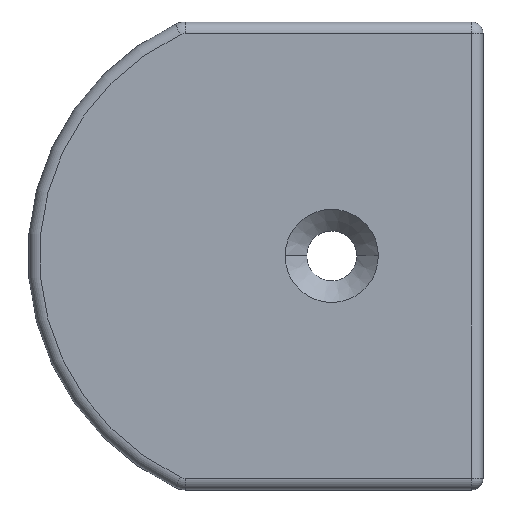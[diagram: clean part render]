
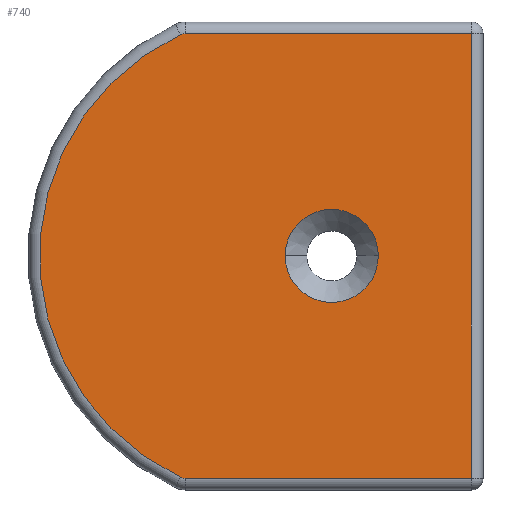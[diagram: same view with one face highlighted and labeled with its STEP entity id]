
A CAD part, top view. The second image highlights one B-rep face of the part: STEP entity #740.
In plain terms, the highlighted planar face has unit normal (0, 0, 1).
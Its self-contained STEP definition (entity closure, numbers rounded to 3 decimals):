
#10=CARTESIAN_POINT('',(-128.087,55.1,5.5));
#20=DIRECTION('',(0.,0.,1.));
#30=DIRECTION('',(1.,0.,0.));
#40=AXIS2_PLACEMENT_3D('',#10,#20,#30);
#50=PLANE('',#40);
#60=CARTESIAN_POINT('',(-149.,68.,5.5));
#70=DIRECTION('',(0.,0.,1.));
#80=DIRECTION('',(1.,0.,0.));
#90=AXIS2_PLACEMENT_3D('',#60,#70,#80);
#100=CIRCLE('',#90,4.);
#110=CARTESIAN_POINT('',(-145.,68.,5.5));
#120=VERTEX_POINT('',#110);
#130=CARTESIAN_POINT('',(-153.,68.,5.5));
#140=VERTEX_POINT('',#130);
#150=EDGE_CURVE('',#120,#140,#100,.T.);
#160=ORIENTED_EDGE('',*,*,#150,.F.);
#170=EDGE_CURVE('',#140,#120,#100,.T.);
#180=ORIENTED_EDGE('',*,*,#170,.F.);
#190=EDGE_LOOP('',(#180,#160));
#200=FACE_BOUND('',#190,.T.);
#210=CARTESIAN_POINT('',(-128.087,48.9,5.5));
#220=DIRECTION('',(1.,0.,0.));
#230=VECTOR('',#220,1.);
#240=LINE('',#210,#230);
#250=CARTESIAN_POINT('',(-161.587,48.9,5.5));
#260=VERTEX_POINT('',#250);
#270=CARTESIAN_POINT('',(-137.,48.9,5.5));
#280=VERTEX_POINT('',#270);
#290=EDGE_CURVE('',#260,#280,#240,.T.);
#300=ORIENTED_EDGE('',*,*,#290,.T.);
#310=CARTESIAN_POINT('',(-161.587,49.9,5.5));
#320=DIRECTION('',(0.,0.,1.));
#330=DIRECTION('',(1.,0.,0.));
#340=AXIS2_PLACEMENT_3D('',#310,#320,#330);
#350=CIRCLE('',#340,1.);
#360=CARTESIAN_POINT('',(-162.011,48.994,5.5));
#370=VERTEX_POINT('',#360);
#380=EDGE_CURVE('',#370,#260,#350,.T.);
#390=ORIENTED_EDGE('',*,*,#380,.T.);
#400=CARTESIAN_POINT('',(-153.115,68.,5.5));
#410=DIRECTION('',(0.,0.,1.));
#420=DIRECTION('',(1.,0.,0.));
#430=AXIS2_PLACEMENT_3D('',#400,#410,#420);
#440=CIRCLE('',#430,20.985);
#450=CARTESIAN_POINT('',(-162.011,87.006,5.5));
#460=VERTEX_POINT('',#450);
#470=EDGE_CURVE('',#460,#370,#440,.T.);
#480=ORIENTED_EDGE('',*,*,#470,.T.);
#490=CARTESIAN_POINT('',(-161.587,86.1,5.5));
#500=DIRECTION('',(0.,0.,1.));
#510=DIRECTION('',(1.,0.,0.));
#520=AXIS2_PLACEMENT_3D('',#490,#500,#510);
#530=CIRCLE('',#520,1.);
#540=CARTESIAN_POINT('',(-161.587,87.1,5.5));
#550=VERTEX_POINT('',#540);
#560=EDGE_CURVE('',#550,#460,#530,.T.);
#570=ORIENTED_EDGE('',*,*,#560,.T.);
#580=CARTESIAN_POINT('',(-128.087,87.1,5.5));
#590=DIRECTION('',(-1.,0.,0.));
#600=VECTOR('',#590,1.);
#610=LINE('',#580,#600);
#620=CARTESIAN_POINT('',(-137.,87.1,5.5));
#630=VERTEX_POINT('',#620);
#640=EDGE_CURVE('',#630,#550,#610,.T.);
#650=ORIENTED_EDGE('',*,*,#640,.T.);
#660=CARTESIAN_POINT('',(-137.,55.1,5.5));
#670=DIRECTION('',(0.,1.,0.));
#680=VECTOR('',#670,1.);
#690=LINE('',#660,#680);
#700=EDGE_CURVE('',#280,#630,#690,.T.);
#710=ORIENTED_EDGE('',*,*,#700,.T.);
#720=EDGE_LOOP('',(#710,#650,#570,#480,#390,#300));
#730=FACE_OUTER_BOUND('',#720,.T.);
#740=ADVANCED_FACE('',(#200,#730),#50,.T.);
